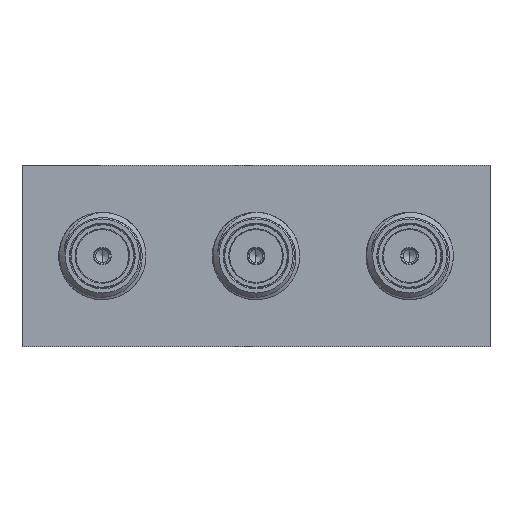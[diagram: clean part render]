
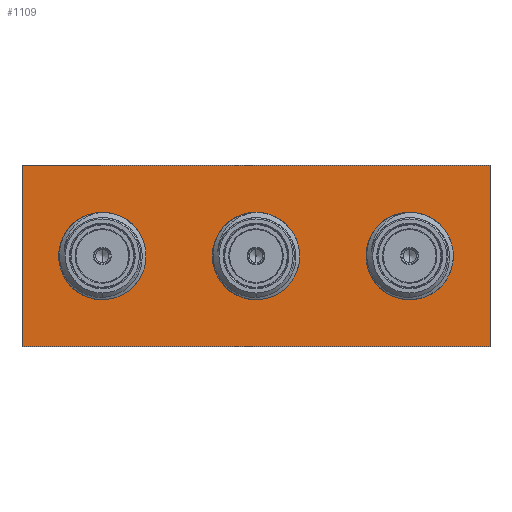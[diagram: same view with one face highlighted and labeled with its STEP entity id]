
A CAD part, front view. The second image highlights one B-rep face of the part: STEP entity #1109.
In plain terms, the highlighted planar face has unit normal (0, -1, 0).
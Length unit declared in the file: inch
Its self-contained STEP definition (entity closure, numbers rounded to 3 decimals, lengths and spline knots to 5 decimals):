
#438 = CARTESIAN_POINT ( 'NONE',  ( 0., 0., 0. ) ) ;
#1031 = CIRCLE ( 'NONE', #7379, 0.1105 ) ;
#1070 = ORIENTED_EDGE ( 'NONE', *, *, #19775, .F. ) ;
#1087 = DIRECTION ( 'NONE',  ( 0., 0., -1. ) ) ;
#1109 = ADVANCED_FACE ( 'NONE', ( #3340, #14106, #19145, #5500 ), #33007, .F. ) ;
#1332 = VERTEX_POINT ( 'NONE', #11589 ) ;
#1488 = CARTESIAN_POINT ( 'NONE',  ( 0., 0., 0. ) ) ;
#1518 = DIRECTION ( 'NONE',  ( -1., 0., 0. ) ) ;
#1659 = AXIS2_PLACEMENT_3D ( 'NONE', #19558, #27792, #8988 ) ;
#1681 = CARTESIAN_POINT ( 'NONE',  ( 0.44, 0., 0. ) ) ;
#1742 = CARTESIAN_POINT ( 'NONE',  ( -0.67, 0., -0.26 ) ) ;
#2390 = AXIS2_PLACEMENT_3D ( 'NONE', #11717, #31103, #1087 ) ;
#2818 = DIRECTION ( 'NONE',  ( 0., 0., 1. ) ) ;
#3340 = FACE_OUTER_BOUND ( 'NONE', #14990, .T. ) ;
#3590 = EDGE_CURVE ( 'NONE', #4082, #35562, #19937, .T. ) ;
#4082 = VERTEX_POINT ( 'NONE', #1742 ) ;
#4753 = LINE ( 'NONE', #7116, #7929 ) ;
#4802 = CARTESIAN_POINT ( 'NONE',  ( 0., 0., 0.26 ) ) ;
#4983 = LINE ( 'NONE', #4802, #6462 ) ;
#5186 = DIRECTION ( 'NONE',  ( 0., 0., -1. ) ) ;
#5271 = CIRCLE ( 'NONE', #2390, 0.1105 ) ;
#5500 = FACE_BOUND ( 'NONE', #27151, .T. ) ;
#5735 = CARTESIAN_POINT ( 'NONE',  ( 0.44, 0., -0.1105 ) ) ;
#5753 = ORIENTED_EDGE ( 'NONE', *, *, #25024, .F. ) ;
#6462 = VECTOR ( 'NONE', #13057, 39.37008 ) ;
#6624 = EDGE_LOOP ( 'NONE', ( #24425, #34406 ) ) ;
#7053 = EDGE_CURVE ( 'NONE', #9234, #4082, #4753, .T. ) ;
#7116 = CARTESIAN_POINT ( 'NONE',  ( 0., 0., -0.26 ) ) ;
#7379 = AXIS2_PLACEMENT_3D ( 'NONE', #1681, #23060, #25931 ) ;
#7929 = VECTOR ( 'NONE', #1518, 39.37008 ) ;
#8441 = CIRCLE ( 'NONE', #18730, 0.1105 ) ;
#8641 = CIRCLE ( 'NONE', #12636, 0.1105 ) ;
#8988 = DIRECTION ( 'NONE',  ( 0., 0., -1. ) ) ;
#9234 = VERTEX_POINT ( 'NONE', #20919 ) ;
#9733 = DIRECTION ( 'NONE',  ( 0., 0., 1. ) ) ;
#9806 = VERTEX_POINT ( 'NONE', #23211 ) ;
#10516 = EDGE_CURVE ( 'NONE', #35562, #9806, #4983, .T. ) ;
#10642 = CARTESIAN_POINT ( 'NONE',  ( 0.44, 0., 0.1105 ) ) ;
#11006 = ORIENTED_EDGE ( 'NONE', *, *, #3590, .F. ) ;
#11589 = CARTESIAN_POINT ( 'NONE',  ( 0., 0., -0.1105 ) ) ;
#11717 = CARTESIAN_POINT ( 'NONE',  ( -0.44, 0., 0. ) ) ;
#12636 = AXIS2_PLACEMENT_3D ( 'NONE', #1488, #25924, #34212 ) ;
#12681 = DIRECTION ( 'NONE',  ( 0., -1., 0. ) ) ;
#13002 = AXIS2_PLACEMENT_3D ( 'NONE', #15010, #12681, #18232 ) ;
#13057 = DIRECTION ( 'NONE',  ( 1., 0., 0. ) ) ;
#14106 = FACE_BOUND ( 'NONE', #6624, .T. ) ;
#14121 = CARTESIAN_POINT ( 'NONE',  ( -0.44, 0., 0.1105 ) ) ;
#14990 = EDGE_LOOP ( 'NONE', ( #22710, #30318, #23870, #11006 ) ) ;
#15010 = CARTESIAN_POINT ( 'NONE',  ( -0.44, 0., 0. ) ) ;
#15241 = EDGE_CURVE ( 'NONE', #9806, #9234, #27550, .T. ) ;
#15946 = CARTESIAN_POINT ( 'NONE',  ( 0., 0., 0. ) ) ;
#16455 = DIRECTION ( 'NONE',  ( 0., 1., 0. ) ) ;
#17438 = AXIS2_PLACEMENT_3D ( 'NONE', #438, #16455, #2818 ) ;
#17742 = VERTEX_POINT ( 'NONE', #27011 ) ;
#18232 = DIRECTION ( 'NONE',  ( 0., 0., -1. ) ) ;
#18472 = VERTEX_POINT ( 'NONE', #14121 ) ;
#18730 = AXIS2_PLACEMENT_3D ( 'NONE', #15946, #24374, #5186 ) ;
#18754 = CARTESIAN_POINT ( 'NONE',  ( 0., 0., 0.1105 ) ) ;
#19145 = FACE_BOUND ( 'NONE', #32835, .T. ) ;
#19558 = CARTESIAN_POINT ( 'NONE',  ( 0.44, 0., 0. ) ) ;
#19775 = EDGE_CURVE ( 'NONE', #33482, #1332, #8641, .T. ) ;
#19937 = LINE ( 'NONE', #28374, #34216 ) ;
#20919 = CARTESIAN_POINT ( 'NONE',  ( 0.67, 0., -0.26 ) ) ;
#22177 = DIRECTION ( 'NONE',  ( 0., 0., -1. ) ) ;
#22266 = EDGE_CURVE ( 'NONE', #17742, #18472, #5271, .T. ) ;
#22419 = CARTESIAN_POINT ( 'NONE',  ( -0.67, 0., 0.26 ) ) ;
#22710 = ORIENTED_EDGE ( 'NONE', *, *, #7053, .F. ) ;
#23060 = DIRECTION ( 'NONE',  ( 0., -1., 0. ) ) ;
#23211 = CARTESIAN_POINT ( 'NONE',  ( 0.67, 0., 0.26 ) ) ;
#23870 = ORIENTED_EDGE ( 'NONE', *, *, #10516, .F. ) ;
#24374 = DIRECTION ( 'NONE',  ( 0., -1., 0. ) ) ;
#24425 = ORIENTED_EDGE ( 'NONE', *, *, #26557, .F. ) ;
#25024 = EDGE_CURVE ( 'NONE', #1332, #33482, #8441, .T. ) ;
#25924 = DIRECTION ( 'NONE',  ( 0., -1., 0. ) ) ;
#25931 = DIRECTION ( 'NONE',  ( 0., 0., -1. ) ) ;
#26015 = ORIENTED_EDGE ( 'NONE', *, *, #22266, .F. ) ;
#26557 = EDGE_CURVE ( 'NONE', #27434, #31771, #1031, .T. ) ;
#26748 = VECTOR ( 'NONE', #22177, 39.37008 ) ;
#27011 = CARTESIAN_POINT ( 'NONE',  ( -0.44, 0., -0.1105 ) ) ;
#27151 = EDGE_LOOP ( 'NONE', ( #26015, #29016 ) ) ;
#27411 = EDGE_CURVE ( 'NONE', #31771, #27434, #31491, .T. ) ;
#27434 = VERTEX_POINT ( 'NONE', #5735 ) ;
#27550 = LINE ( 'NONE', #30089, #26748 ) ;
#27792 = DIRECTION ( 'NONE',  ( 0., -1., 0. ) ) ;
#28374 = CARTESIAN_POINT ( 'NONE',  ( -0.67, 0., 0. ) ) ;
#29016 = ORIENTED_EDGE ( 'NONE', *, *, #33303, .F. ) ;
#30089 = CARTESIAN_POINT ( 'NONE',  ( 0.67, 0., 0. ) ) ;
#30308 = CIRCLE ( 'NONE', #13002, 0.1105 ) ;
#30318 = ORIENTED_EDGE ( 'NONE', *, *, #15241, .F. ) ;
#31103 = DIRECTION ( 'NONE',  ( 0., -1., 0. ) ) ;
#31491 = CIRCLE ( 'NONE', #1659, 0.1105 ) ;
#31771 = VERTEX_POINT ( 'NONE', #10642 ) ;
#32835 = EDGE_LOOP ( 'NONE', ( #5753, #1070 ) ) ;
#33007 = PLANE ( 'NONE',  #17438 ) ;
#33303 = EDGE_CURVE ( 'NONE', #18472, #17742, #30308, .T. ) ;
#33482 = VERTEX_POINT ( 'NONE', #18754 ) ;
#34212 = DIRECTION ( 'NONE',  ( 0., 0., -1. ) ) ;
#34216 = VECTOR ( 'NONE', #9733, 39.37008 ) ;
#34406 = ORIENTED_EDGE ( 'NONE', *, *, #27411, .F. ) ;
#35562 = VERTEX_POINT ( 'NONE', #22419 ) ;
